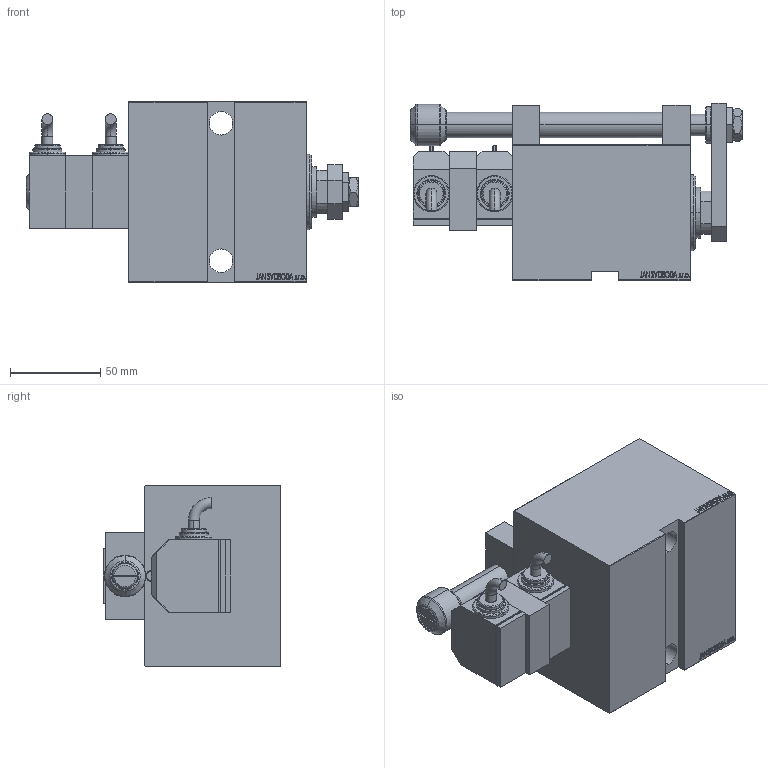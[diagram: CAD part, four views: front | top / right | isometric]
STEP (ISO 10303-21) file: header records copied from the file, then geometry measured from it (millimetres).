
FILE_DESCRIPTION (( 'STEP AP203' ), '1' );
FILE_NAME ('7e29.STEP', '2024-09-30T12:10:56', ( '' ), ( '' ), 'SwSTEP 2.0', 'SolidWorks 2019', '' );
FILE_SCHEMA (( 'CONFIG_CONTROL_DESIGN' ));
Length unit declared in the file: millimetre
Products named in the file (13): NUT_D19_P 95934ca0100eb6e4e7d393da7941b3b3; V450CM_VC_B 95934ca0100eb6e4e7d393da7941b3b3; KROUZEK_PRO_TYC 95934ca0100eb6e4e7d393da7941b3b3; SWITCH_P_FRONT_BACK 95934ca0100eb6e4e7d393da7941b3b3; V450CM_E_VCP 95934ca0100eb6e4e7d393da7941b3b3; TYC_P 95934ca0100eb6e4e7d393da7941b3b3; ZARAZKA_P 95934ca0100eb6e4e7d393da7941b3b3; V450CM_E_Body 95934ca0100eb6e4e7d393da7941b3b3; NUT_D16 95934ca0100eb6e4e7d393da7941b3b3; SWITCH P 95934ca0100eb6e4e7d393da7941b3b3; MIDDLE 95934ca0100eb6e4e7d393da7941b3b3; 7e29; SWITCH DIM W_B 95934ca0100eb6e4e7d393da7941b3b3
Assembly tree (14 placements, depth 2):
  7e29
    V450CM_E_Body 95934ca0100eb6e4e7d393da7941b3b3
    V450CM_E_VCP 95934ca0100eb6e4e7d393da7941b3b3
    V450CM_VC_B 95934ca0100eb6e4e7d393da7941b3b3
    ZARAZKA_P 95934ca0100eb6e4e7d393da7941b3b3
    KROUZEK_PRO_TYC 95934ca0100eb6e4e7d393da7941b3b3
    MIDDLE 95934ca0100eb6e4e7d393da7941b3b3
    NUT_D16 95934ca0100eb6e4e7d393da7941b3b3
    NUT_D19_P 95934ca0100eb6e4e7d393da7941b3b3
    SWITCH DIM W_B 95934ca0100eb6e4e7d393da7941b3b3
    SWITCH P 95934ca0100eb6e4e7d393da7941b3b3  x2
    SWITCH_P_FRONT_BACK 95934ca0100eb6e4e7d393da7941b3b3  x2
    TYC_P 95934ca0100eb6e4e7d393da7941b3b3
Bounding box: 183.5 x 98 x 100 mm (x, y, z)
Volume: 838852.9 mm3; surface area: 147014.9 mm2
Topology: 14 solids, 14 shells, 1073 faces, 2684 edges, 1764 vertices
Faces by surface type: plane 522, bspline 380, cylinder 102, cone 37, torus 32
Entity records: 48520 total; most frequent: CARTESIAN_POINT 25280, ORIENTED_EDGE 5068, DIRECTION 3287, EDGE_CURVE 2534, VERTEX_POINT 1668, VECTOR 1481, LINE 1481, EDGE_LOOP 1152
